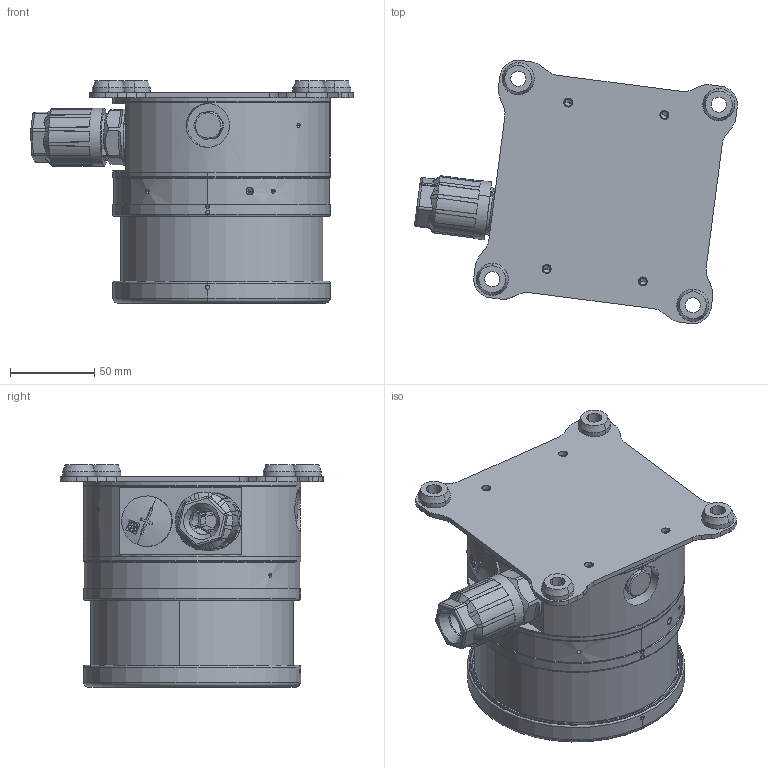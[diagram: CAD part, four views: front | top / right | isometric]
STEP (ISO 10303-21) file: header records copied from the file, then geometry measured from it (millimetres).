
FILE_DESCRIPTION (( 'STEP AP214' ), '1' );
FILE_NAME ('TEF2880 Simplex.STEP', '2025-01-24T10:10:44', ( '' ), ( '' ), 'SwSTEP 2.0', 'SolidWorks 2022', '' );
FILE_SCHEMA (( 'AUTOMOTIVE_DESIGN' ));
Length unit declared in the file: millimetre
Products named in the file (1): TEF2880 Simplex
Bounding box: 191.43 x 156.37 x 132 mm (x, y, z)
Volume: 602090.9 mm3; surface area: 292353.8 mm2
Topology: 17 solids, 17 shells, 1034 faces, 2656 edges, 1666 vertices
Faces by surface type: cylinder 417, plane 358, cone 220, torus 27, bspline 6, sphere 6
Entity records: 44692 total; most frequent: CARTESIAN_POINT 7883, DIRECTION 5395, ORIENTED_EDGE 5210, EDGE_CURVE 2605, AXIS2_PLACEMENT_3D 2083, VERTEX_POINT 1666, LINE 1229, VECTOR 1229
